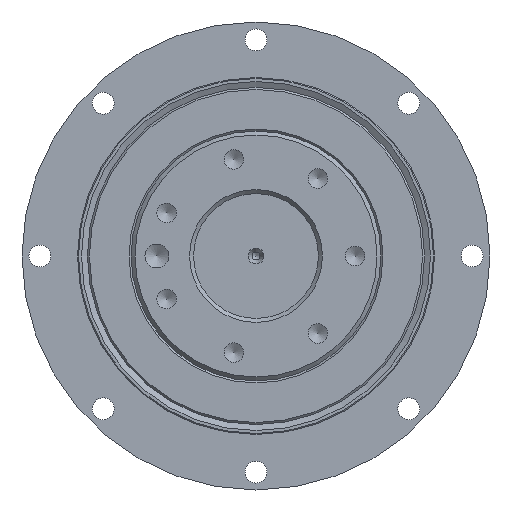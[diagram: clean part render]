
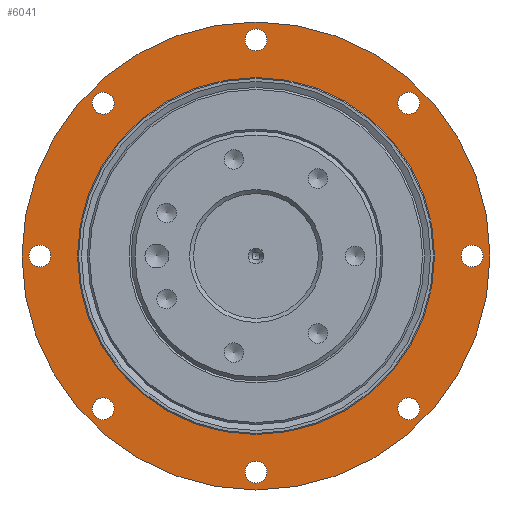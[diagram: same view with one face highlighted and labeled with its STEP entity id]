
A CAD part, left-side view. The second image highlights one B-rep face of the part: STEP entity #6041.
In plain terms, the highlighted planar face has unit normal (-1, 0, 0).
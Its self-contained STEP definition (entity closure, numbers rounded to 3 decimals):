
#1156=PLANE('',#6670);
#1347=FACE_BOUND('',#2328,.T.);
#1348=FACE_BOUND('',#2329,.T.);
#1349=FACE_BOUND('',#2330,.T.);
#1350=FACE_BOUND('',#2331,.T.);
#1351=FACE_BOUND('',#2332,.T.);
#1352=FACE_BOUND('',#2333,.T.);
#1353=FACE_BOUND('',#2334,.T.);
#1354=FACE_BOUND('',#2335,.T.);
#1355=FACE_BOUND('',#2336,.T.);
#1798=FACE_OUTER_BOUND('',#2327,.T.);
#2327=EDGE_LOOP('',(#5041));
#2328=EDGE_LOOP('',(#5042));
#2329=EDGE_LOOP('',(#5043));
#2330=EDGE_LOOP('',(#5044));
#2331=EDGE_LOOP('',(#5045));
#2332=EDGE_LOOP('',(#5046));
#2333=EDGE_LOOP('',(#5047));
#2334=EDGE_LOOP('',(#5048));
#2335=EDGE_LOOP('',(#5049));
#2336=EDGE_LOOP('',(#5050));
#2812=CIRCLE('',#6669,59.);
#2813=CIRCLE('',#6671,2.75);
#2814=CIRCLE('',#6672,2.75);
#2815=CIRCLE('',#6673,2.75);
#2816=CIRCLE('',#6674,2.75);
#2817=CIRCLE('',#6675,2.75);
#2818=CIRCLE('',#6676,2.75);
#2819=CIRCLE('',#6677,2.75);
#2820=CIRCLE('',#6678,2.75);
#2821=CIRCLE('',#6679,45.);
#3259=VERTEX_POINT('',#10043);
#3260=VERTEX_POINT('',#10046);
#3261=VERTEX_POINT('',#10048);
#3262=VERTEX_POINT('',#10050);
#3263=VERTEX_POINT('',#10052);
#3264=VERTEX_POINT('',#10054);
#3265=VERTEX_POINT('',#10056);
#3266=VERTEX_POINT('',#10058);
#3267=VERTEX_POINT('',#10060);
#3268=VERTEX_POINT('',#10062);
#3918=EDGE_CURVE('',#3259,#3259,#2812,.T.);
#3919=EDGE_CURVE('',#3260,#3260,#2813,.T.);
#3920=EDGE_CURVE('',#3261,#3261,#2814,.T.);
#3921=EDGE_CURVE('',#3262,#3262,#2815,.T.);
#3922=EDGE_CURVE('',#3263,#3263,#2816,.T.);
#3923=EDGE_CURVE('',#3264,#3264,#2817,.T.);
#3924=EDGE_CURVE('',#3265,#3265,#2818,.T.);
#3925=EDGE_CURVE('',#3266,#3266,#2819,.T.);
#3926=EDGE_CURVE('',#3267,#3267,#2820,.T.);
#3927=EDGE_CURVE('',#3268,#3268,#2821,.T.);
#5041=ORIENTED_EDGE('',*,*,#3918,.F.);
#5042=ORIENTED_EDGE('',*,*,#3919,.T.);
#5043=ORIENTED_EDGE('',*,*,#3920,.T.);
#5044=ORIENTED_EDGE('',*,*,#3921,.T.);
#5045=ORIENTED_EDGE('',*,*,#3922,.T.);
#5046=ORIENTED_EDGE('',*,*,#3923,.T.);
#5047=ORIENTED_EDGE('',*,*,#3924,.T.);
#5048=ORIENTED_EDGE('',*,*,#3925,.T.);
#5049=ORIENTED_EDGE('',*,*,#3926,.T.);
#5050=ORIENTED_EDGE('',*,*,#3927,.T.);
#6041=ADVANCED_FACE('',(#1798,#1347,#1348,#1349,#1350,#1351,#1352,#1353,
#1354,#1355),#1156,.T.);
#6669=AXIS2_PLACEMENT_3D('',#10044,#7994,#7995);
#6670=AXIS2_PLACEMENT_3D('',#10045,#7996,#7997);
#6671=AXIS2_PLACEMENT_3D('',#10047,#7998,#7999);
#6672=AXIS2_PLACEMENT_3D('',#10049,#8000,#8001);
#6673=AXIS2_PLACEMENT_3D('',#10051,#8002,#8003);
#6674=AXIS2_PLACEMENT_3D('',#10053,#8004,#8005);
#6675=AXIS2_PLACEMENT_3D('',#10055,#8006,#8007);
#6676=AXIS2_PLACEMENT_3D('',#10057,#8008,#8009);
#6677=AXIS2_PLACEMENT_3D('',#10059,#8010,#8011);
#6678=AXIS2_PLACEMENT_3D('',#10061,#8012,#8013);
#6679=AXIS2_PLACEMENT_3D('',#10063,#8014,#8015);
#7994=DIRECTION('center_axis',(1.,0.,0.));
#7995=DIRECTION('ref_axis',(0.,0.,-1.));
#7996=DIRECTION('center_axis',(-1.,0.,0.));
#7997=DIRECTION('ref_axis',(0.,0.,1.));
#7998=DIRECTION('center_axis',(1.,0.,0.));
#7999=DIRECTION('ref_axis',(0.,-0.707,-0.707));
#8000=DIRECTION('center_axis',(1.,0.,0.));
#8001=DIRECTION('ref_axis',(0.,-1.,0.));
#8002=DIRECTION('center_axis',(1.,0.,0.));
#8003=DIRECTION('ref_axis',(0.,-0.707,0.707));
#8004=DIRECTION('center_axis',(1.,0.,0.));
#8005=DIRECTION('ref_axis',(0.,0.,
1.));
#8006=DIRECTION('center_axis',(1.,0.,0.));
#8007=DIRECTION('ref_axis',(0.,0.707,0.707));
#8008=DIRECTION('center_axis',(1.,0.,0.));
#8009=DIRECTION('ref_axis',(0.,1.,0.));
#8010=DIRECTION('center_axis',(1.,0.,0.));
#8011=DIRECTION('ref_axis',(0.,0.707,-0.707));
#8012=DIRECTION('center_axis',(1.,0.,0.));
#8013=DIRECTION('ref_axis',(0.,0.,-1.));
#8014=DIRECTION('center_axis',(1.,0.,0.));
#8015=DIRECTION('ref_axis',(0.,0.,-1.));
#10043=CARTESIAN_POINT('',(-54.841,-42.437,99.655));
#10044=CARTESIAN_POINT('Origin',(-54.841,-101.437,99.655));
#10045=CARTESIAN_POINT('Origin',(-54.841,-42.437,99.655));
#10046=CARTESIAN_POINT('',(-54.841,-60.955,63.062));
#10047=CARTESIAN_POINT('Origin',(-54.841,-62.9,61.118));
#10048=CARTESIAN_POINT('',(-54.841,-98.687,45.155));
#10049=CARTESIAN_POINT('Origin',(-54.841,-101.437,45.155));
#10050=CARTESIAN_POINT('',(-54.841,-138.03,59.173));
#10051=CARTESIAN_POINT('Origin',(-54.841,-139.975,61.118));
#10052=CARTESIAN_POINT('',(-54.841,-155.937,96.905));
#10053=CARTESIAN_POINT('Origin',(-54.841,-155.937,99.655));
#10054=CARTESIAN_POINT('',(-54.841,-141.919,136.248));
#10055=CARTESIAN_POINT('Origin',(-54.841,-139.975,138.192));
#10056=CARTESIAN_POINT('',(-54.841,-104.187,154.155));
#10057=CARTESIAN_POINT('Origin',(-54.841,-101.437,154.155));
#10058=CARTESIAN_POINT('',(-54.841,-64.845,140.137));
#10059=CARTESIAN_POINT('Origin',(-54.841,-62.9,138.192));
#10060=CARTESIAN_POINT('',(-54.841,-46.937,102.405));
#10061=CARTESIAN_POINT('Origin',(-54.841,-46.937,99.655));
#10062=CARTESIAN_POINT('',(-54.841,-56.437,99.655));
#10063=CARTESIAN_POINT('Origin',(-54.841,-101.437,99.655));
